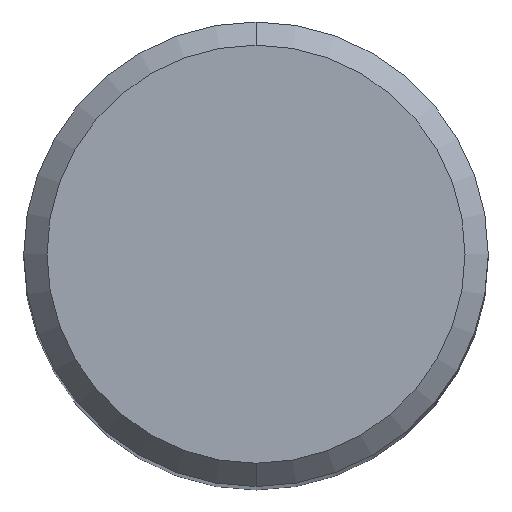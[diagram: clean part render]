
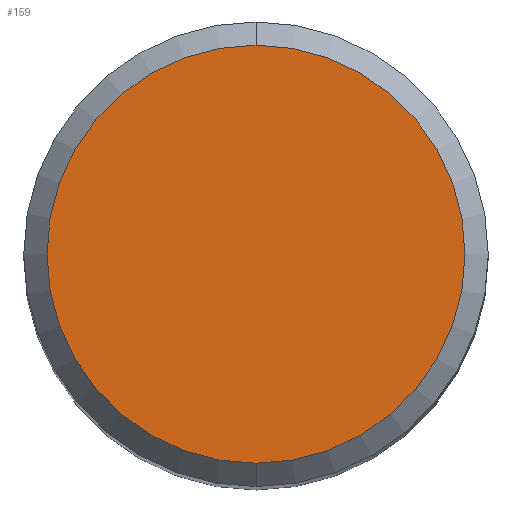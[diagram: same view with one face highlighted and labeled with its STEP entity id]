
A CAD part, top view. The second image highlights one B-rep face of the part: STEP entity #159.
In plain terms, the highlighted planar face has unit normal (0, 0, 1).
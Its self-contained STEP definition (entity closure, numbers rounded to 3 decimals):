
#117=VERTEX_POINT('',#271);
#127=EDGE_CURVE('',#117,#195,#282,.T.);
#159=ADVANCED_FACE('',(#317),#318,.T.);
#195=VERTEX_POINT('',#358);
#201=EDGE_CURVE('',#195,#117,#365,.T.);
#271=CARTESIAN_POINT('',(0.0,3.6,0.));
#282=CIRCLE('',#449,3.6);
#317=FACE_OUTER_BOUND('',#494,.T.);
#318=PLANE('',#495);
#358=CARTESIAN_POINT('',(0.,-3.6,0.));
#365=CIRCLE('',#556,3.6);
#449=AXIS2_PLACEMENT_3D('',#638,#639,#640);
#494=EDGE_LOOP('',(#681,#682));
#495=AXIS2_PLACEMENT_3D('',#683,#684,#685);
#556=AXIS2_PLACEMENT_3D('',#741,#742,#743);
#638=CARTESIAN_POINT('',(0.0,0.0,0.));
#639=DIRECTION('',(0.0,0.0,-1.0));
#640=DIRECTION('',(0.0,1.0,0.0));
#681=ORIENTED_EDGE('',*,*,#127,.F.);
#682=ORIENTED_EDGE('',*,*,#201,.F.);
#683=CARTESIAN_POINT('',(0.0,1.8,0.));
#684=DIRECTION('',(-0.0,0.0,1.0));
#685=DIRECTION('',(0.0,-1.0,0.0));
#741=CARTESIAN_POINT('',(0.0,0.0,0.));
#742=DIRECTION('',(0.0,0.0,-1.0));
#743=DIRECTION('',(0.0,1.0,0.0));
